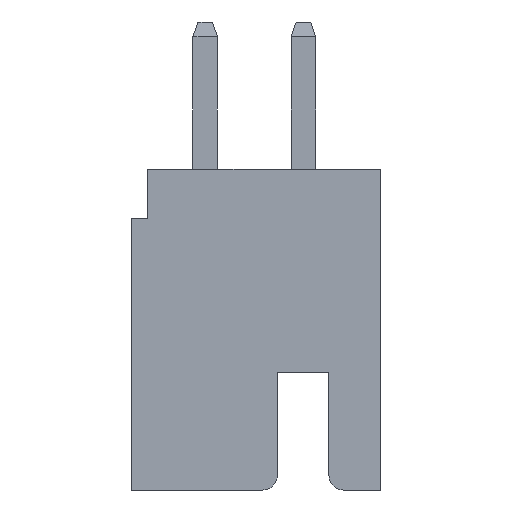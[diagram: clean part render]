
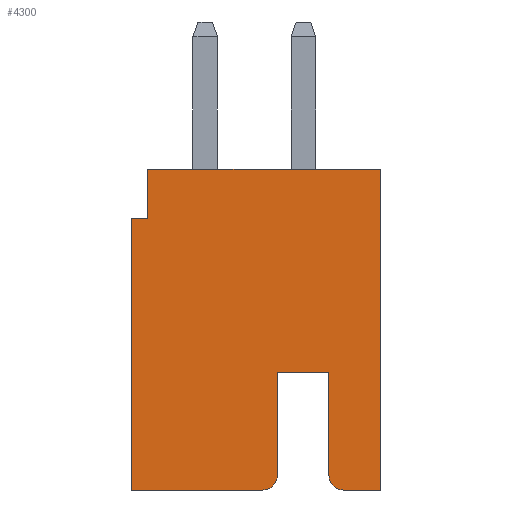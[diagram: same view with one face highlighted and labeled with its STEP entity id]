
A CAD part, left-side view. The second image highlights one B-rep face of the part: STEP entity #4300.
In plain terms, the highlighted planar face has unit normal (-1, 0, 0).
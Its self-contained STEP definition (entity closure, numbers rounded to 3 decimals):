
#58=DIRECTION('',(0.,-1.,0.));
#59=VECTOR('',#58,2.67);
#60=CARTESIAN_POINT('',(-5.95,2.535,0.));
#61=LINE('',#60,#59);
#90=DIRECTION('',(0.,-1.,0.));
#91=VECTOR('',#90,0.75);
#92=CARTESIAN_POINT('',(-5.95,-1.785,0.));
#93=LINE('',#92,#91);
#467=DIRECTION('',(0.,0.,1.));
#468=VECTOR('',#467,6.53);
#469=CARTESIAN_POINT('',(-5.95,-2.535,0.));
#470=LINE('',#469,#468);
#622=CARTESIAN_POINT('',(-5.95,-1.785,0.3));
#623=DIRECTION('',(-1.,0.,0.));
#624=DIRECTION('',(0.,1.,0.));
#625=AXIS2_PLACEMENT_3D('',#622,#623,#624);
#627=DIRECTION('',(0.,0.,1.));
#628=VECTOR('',#627,2.1);
#629=CARTESIAN_POINT('',(-5.95,-1.485,0.3));
#630=LINE('',#629,#628);
#631=DIRECTION('',(0.,1.,0.));
#632=VECTOR('',#631,1.05);
#633=CARTESIAN_POINT('',(-5.95,-1.485,2.4));
#634=LINE('',#633,#632);
#635=DIRECTION('',(0.,0.,1.));
#636=VECTOR('',#635,2.1);
#637=CARTESIAN_POINT('',(-5.95,-0.435,0.3));
#638=LINE('',#637,#636);
#639=CARTESIAN_POINT('',(-5.95,-0.135,0.3));
#640=DIRECTION('',(-1.,0.,0.));
#641=DIRECTION('',(0.,0.,-1.));
#642=AXIS2_PLACEMENT_3D('',#639,#640,#641);
#644=DIRECTION('',(0.,0.,1.));
#645=VECTOR('',#644,5.53);
#646=CARTESIAN_POINT('',(-5.95,2.535,0.));
#647=LINE('',#646,#645);
#648=DIRECTION('',(0.,-1.,0.));
#649=VECTOR('',#648,0.33);
#650=CARTESIAN_POINT('',(-5.95,2.535,5.53));
#651=LINE('',#650,#649);
#652=DIRECTION('',(0.,0.,-1.));
#653=VECTOR('',#652,1.);
#654=CARTESIAN_POINT('',(-5.95,2.205,6.53));
#655=LINE('',#654,#653);
#1062=DIRECTION('',(0.,-1.,0.));
#1063=VECTOR('',#1062,4.74);
#1064=CARTESIAN_POINT('',(-5.95,2.205,6.53));
#1065=LINE('',#1064,#1063);
#2770=CARTESIAN_POINT('',(-5.95,-2.535,0.));
#2771=CARTESIAN_POINT('',(-5.95,-2.535,6.53));
#2772=VERTEX_POINT('',#2770);
#2773=VERTEX_POINT('',#2771);
#2778=CARTESIAN_POINT('',(-5.95,2.535,5.53));
#2779=CARTESIAN_POINT('',(-5.95,2.205,5.53));
#2780=VERTEX_POINT('',#2778);
#2781=VERTEX_POINT('',#2779);
#2782=CARTESIAN_POINT('',(-5.95,2.205,6.53));
#2783=VERTEX_POINT('',#2782);
#2790=CARTESIAN_POINT('',(-5.95,2.535,0.));
#2791=VERTEX_POINT('',#2790);
#2850=CARTESIAN_POINT('',(-5.95,-1.485,2.4));
#2851=CARTESIAN_POINT('',(-5.95,-0.435,2.4));
#2852=VERTEX_POINT('',#2850);
#2853=VERTEX_POINT('',#2851);
#3166=CARTESIAN_POINT('',(-5.95,-1.485,0.3));
#3167=VERTEX_POINT('',#3166);
#3168=CARTESIAN_POINT('',(-5.95,-1.785,0.));
#3169=VERTEX_POINT('',#3168);
#3170=CARTESIAN_POINT('',(-5.95,-0.135,0.));
#3171=CARTESIAN_POINT('',(-5.95,-0.435,0.3));
#3172=VERTEX_POINT('',#3170);
#3173=VERTEX_POINT('',#3171);
#4273=CARTESIAN_POINT('',(-5.95,2.535,0.));
#4274=DIRECTION('',(-1.,0.,0.));
#4275=DIRECTION('',(0.,-1.,0.));
#4276=AXIS2_PLACEMENT_3D('',#4273,#4274,#4275);
#4277=PLANE('',#4276);
#4279=ORIENTED_EDGE('',*,*,#4278,.F.);
#4281=ORIENTED_EDGE('',*,*,#4280,.T.);
#4283=ORIENTED_EDGE('',*,*,#4282,.T.);
#4285=ORIENTED_EDGE('',*,*,#4284,.F.);
#4287=ORIENTED_EDGE('',*,*,#4286,.F.);
#4288=ORIENTED_EDGE('',*,*,#3675,.F.);
#4289=ORIENTED_EDGE('',*,*,#3764,.T.);
#4291=ORIENTED_EDGE('',*,*,#4290,.T.);
#4293=ORIENTED_EDGE('',*,*,#4292,.F.);
#4295=ORIENTED_EDGE('',*,*,#4294,.T.);
#4296=ORIENTED_EDGE('',*,*,#4079,.F.);
#4297=ORIENTED_EDGE('',*,*,#3699,.F.);
#4298=EDGE_LOOP('',(#4279,#4281,#4283,#4285,#4287,#4288,#4289,#4291,#4293,#4295,
#4296,#4297));
#4299=FACE_OUTER_BOUND('',#4298,.F.);
#626=CIRCLE('',#625,0.3);
#643=CIRCLE('',#642,0.3);
#3675=EDGE_CURVE('',#2791,#3172,#61,.T.);
#3699=EDGE_CURVE('',#3169,#2772,#93,.T.);
#3764=EDGE_CURVE('',#2791,#2780,#647,.T.);
#4079=EDGE_CURVE('',#2772,#2773,#470,.T.);
#4278=EDGE_CURVE('',#3167,#3169,#626,.T.);
#4280=EDGE_CURVE('',#3167,#2852,#630,.T.);
#4282=EDGE_CURVE('',#2852,#2853,#634,.T.);
#4284=EDGE_CURVE('',#3173,#2853,#638,.T.);
#4286=EDGE_CURVE('',#3172,#3173,#643,.T.);
#4290=EDGE_CURVE('',#2780,#2781,#651,.T.);
#4292=EDGE_CURVE('',#2783,#2781,#655,.T.);
#4294=EDGE_CURVE('',#2783,#2773,#1065,.T.);
#4300=ADVANCED_FACE('',(#4299),#4277,.T.);
